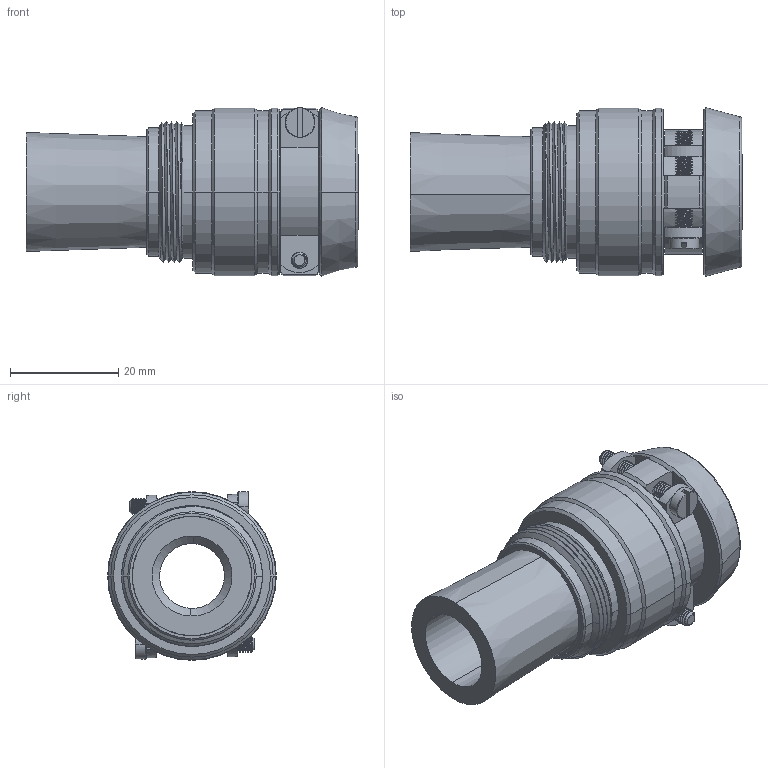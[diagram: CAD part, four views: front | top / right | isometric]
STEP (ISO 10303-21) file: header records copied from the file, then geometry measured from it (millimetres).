
FILE_DESCRIPTION((''),'2;1');
FILE_NAME('13304DS0','2023-09-14T13:45:19',('paultorloting'),('NET AG system integration'),'CREO PARAMETRIC BY PTC INC, 2021404','CREO PARAMETRIC BY PTC INC, 2021404','');
FILE_SCHEMA(('AUTOMOTIVE_DESIGN { 1 0 10303 214 1 1 1 1 }'));
Products named in the file (1): 13304DS0
Bounding box: 61.35 x 31.17 x 31.17 mm (x, y, z)
Volume: 20320.2 mm3; surface area: 12711.7 mm2
Topology: 1 solids, 1 shells, 424 faces, 1237 edges, 795 vertices
Faces by surface type: cylinder 203, bspline 100, plane 56, cone 46, torus 19
Entity records: 38531 total; most frequent: CARTESIAN_POINT 28118, ORIENTED_EDGE 2474, DIRECTION 1474, EDGE_CURVE 1237, VERTEX_POINT 795, B_SPLINE_CURVE_WITH_KNOTS 656, AXIS2_PLACEMENT_3D 555, EDGE_LOOP 452
